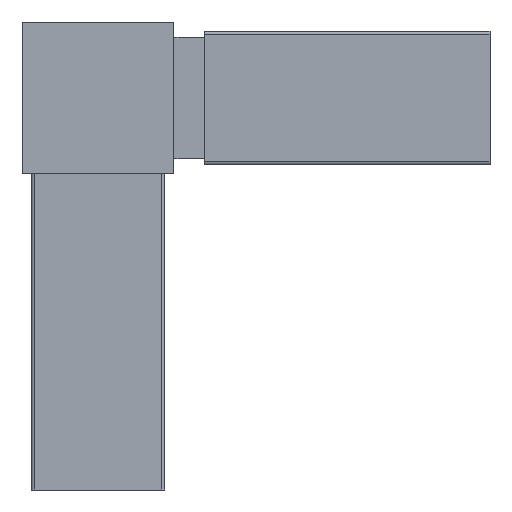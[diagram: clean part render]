
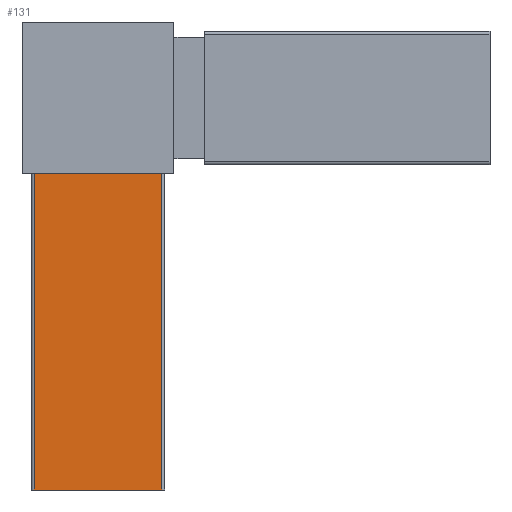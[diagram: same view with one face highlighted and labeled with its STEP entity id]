
A CAD part, left-side view. The second image highlights one B-rep face of the part: STEP entity #131.
In plain terms, the highlighted planar face has unit normal (-1, 0, 0).
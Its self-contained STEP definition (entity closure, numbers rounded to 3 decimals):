
#131 = ADVANCED_FACE( '', ( #269 ), #270, .T. );
#269 = FACE_OUTER_BOUND( '', #410, .T. );
#270 = PLANE( '', #411 );
#410 = EDGE_LOOP( '', ( #730, #731, #732, #733 ) );
#411 = AXIS2_PLACEMENT_3D( '', #734, #735, #736 );
#730 = ORIENTED_EDGE( '', *, *, #965, .F. );
#731 = ORIENTED_EDGE( '', *, *, #911, .F. );
#732 = ORIENTED_EDGE( '', *, *, #913, .T. );
#733 = ORIENTED_EDGE( '', *, *, #963, .T. );
#734 = CARTESIAN_POINT( '', ( -11., 10.5, -64.5 ) );
#735 = DIRECTION( '', ( -1., 0., 0. ) );
#736 = DIRECTION( '', ( 0., 0., 1. ) );
#911 = EDGE_CURVE( '', #1112, #1110, #1114, .T. );
#913 = EDGE_CURVE( '', #1112, #1116, #1117, .T. );
#963 = EDGE_CURVE( '', #1116, #1184, #1186, .T. );
#965 = EDGE_CURVE( '', #1110, #1184, #1188, .T. );
#1110 = VERTEX_POINT( '', #1383 );
#1112 = VERTEX_POINT( '', #1385 );
#1114 = LINE( '', #1387, #1388 );
#1116 = VERTEX_POINT( '', #1390 );
#1117 = LINE( '', #1391, #1392 );
#1184 = VERTEX_POINT( '', #1483 );
#1186 = LINE( '', #1485, #1486 );
#1188 = LINE( '', #1488, #1489 );
#1383 = CARTESIAN_POINT( '', ( -11., 10.5, -12.5 ) );
#1385 = CARTESIAN_POINT( '', ( -11., 10.5, -64.5 ) );
#1387 = CARTESIAN_POINT( '', ( -11., 10.5, -64.5 ) );
#1388 = VECTOR( '', #1600, 1000. );
#1390 = CARTESIAN_POINT( '', ( -11., -10.5, -64.5 ) );
#1391 = CARTESIAN_POINT( '', ( -11., 10.5, -64.5 ) );
#1392 = VECTOR( '', #1601, 1000. );
#1483 = CARTESIAN_POINT( '', ( -11., -10.5, -12.5 ) );
#1485 = CARTESIAN_POINT( '', ( -11., -10.5, -64.5 ) );
#1486 = VECTOR( '', #1659, 1000. );
#1488 = CARTESIAN_POINT( '', ( -11., 10.5, -12.5 ) );
#1489 = VECTOR( '', #1660, 1000. );
#1600 = DIRECTION( '', ( 0., 0., 1. ) );
#1601 = DIRECTION( '', ( 0., -1., 0. ) );
#1659 = DIRECTION( '', ( 0., 0., 1. ) );
#1660 = DIRECTION( '', ( 0., -1., 0. ) );
